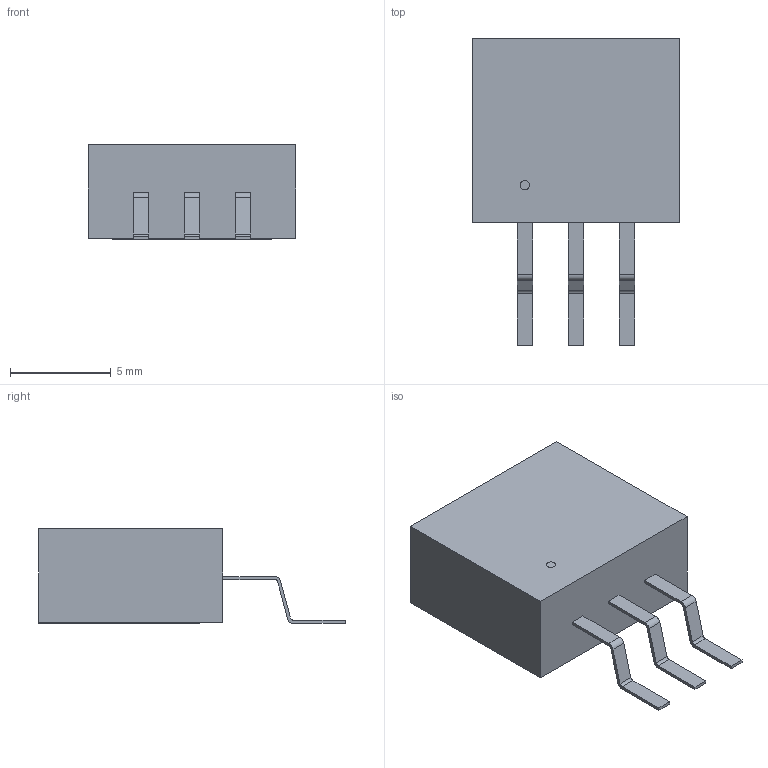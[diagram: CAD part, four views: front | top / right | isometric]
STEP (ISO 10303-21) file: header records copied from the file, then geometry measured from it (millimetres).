
FILE_DESCRIPTION(('STEP AP214'),'1');
FILE_NAME('PRSS0004AL-A_REN','2023-09-11T05:29:47',(''),(''),'','','');
FILE_SCHEMA(('AUTOMOTIVE_DESIGN'));
Length unit declared in the file: millimetre
Products named in the file (1): product
Bounding box: 10.31 x 15.24 x 4.7 mm (x, y, z)
Volume: 444.1 mm3; surface area: 540.1 mm2
Topology: 6 solids, 6 shells, 57 faces, 135 edges, 90 vertices
Faces by surface type: plane 44, cylinder 13
Full cylindrical faces by diameter (mm): 0.457 x1
Entity records: 1729 total; most frequent: DIRECTION 278, ORIENTED_EDGE 268, CARTESIAN_POINT 163, EDGE_CURVE 134, LINE 108, VECTOR 108, VERTEX_POINT 90, AXIS2_PLACEMENT_3D 85
